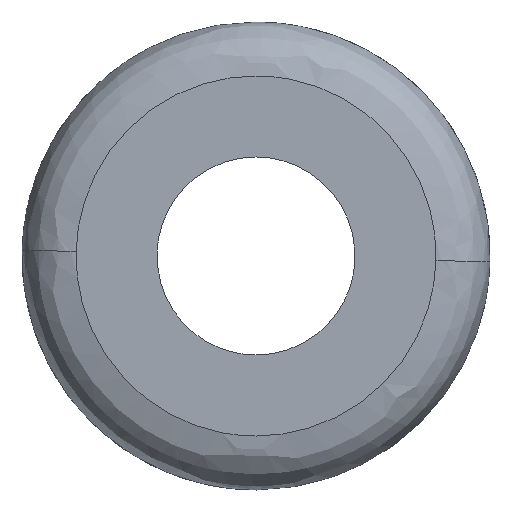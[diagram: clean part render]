
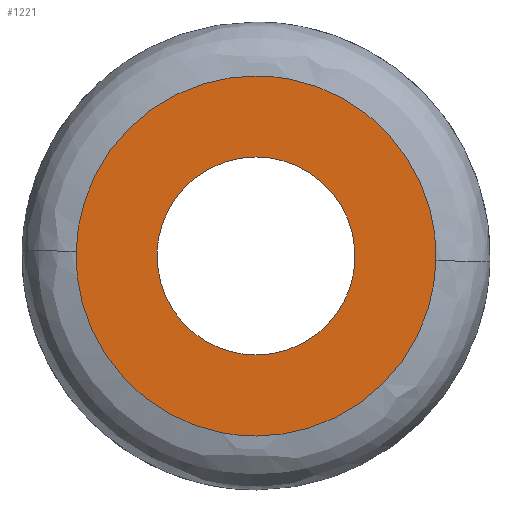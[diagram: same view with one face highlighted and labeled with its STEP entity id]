
A CAD part, front view. The second image highlights one B-rep face of the part: STEP entity #1221.
In plain terms, the highlighted free-form (B-spline) face has degree [1, 1] with [2, 2] control points.
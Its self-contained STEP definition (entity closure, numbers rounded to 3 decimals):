
#89=CARTESIAN_POINT('',(2.731,0.,-0.325));
#90=VERTEX_POINT('',#89);
#96=CARTESIAN_POINT('',(0.0,0.,2.75));
#97=VERTEX_POINT('',#96);
#98=CARTESIAN_POINT('',(2.731,0.,-0.325));
#99=CARTESIAN_POINT('',(2.75,0.,-0.163));
#100=CARTESIAN_POINT('',(2.75,0.,0.));
#101=CARTESIAN_POINT('',(2.75,0.,2.75));
#102=CARTESIAN_POINT('',(0.0,0.,2.75));
#110=(BOUNDED_CURVE()B_SPLINE_CURVE(2,(#98,#99,#100,#101,#102),.UNSPECIFIED.,.F.,.U.)B_SPLINE_CURVE_WITH_KNOTS((3,2,3),(0.23,0.25,0.5),.UNSPECIFIED.)CURVE()GEOMETRIC_REPRESENTATION_ITEM()RATIONAL_B_SPLINE_CURVE((0.956,0.976,1.0,0.707,1.0))REPRESENTATION_ITEM(''));
#111=EDGE_CURVE('',#90,#97,#110,.T.);
#113=CARTESIAN_POINT('',(-2.745,0.,0.168));
#114=VERTEX_POINT('',#113);
#115=CARTESIAN_POINT('',(0.0,0.,2.75));
#116=CARTESIAN_POINT('',(-2.587,0.,2.75));
#117=CARTESIAN_POINT('',(-2.745,0.,0.168));
#125=(BOUNDED_CURVE()B_SPLINE_CURVE(2,(#115,#116,#117),.UNSPECIFIED.,.F.,.U.)B_SPLINE_CURVE_WITH_KNOTS((3,3),(0.5,0.739),.UNSPECIFIED.)CURVE()GEOMETRIC_REPRESENTATION_ITEM()RATIONAL_B_SPLINE_CURVE((1.0,0.72,0.976))REPRESENTATION_ITEM(''));
#126=EDGE_CURVE('',#97,#114,#125,.T.);
#200=CARTESIAN_POINT('',(0.0,0.,-2.75));
#201=VERTEX_POINT('',#200);
#202=CARTESIAN_POINT('',(-2.745,0.,0.168));
#203=CARTESIAN_POINT('',(-2.75,0.,0.084));
#204=CARTESIAN_POINT('',(-2.75,0.,0.));
#205=CARTESIAN_POINT('',(-2.75,0.,-2.75));
#206=CARTESIAN_POINT('',(0.0,0.,-2.75));
#214=(BOUNDED_CURVE()B_SPLINE_CURVE(2,(#202,#203,#204,#205,#206),.UNSPECIFIED.,.F.,.U.)B_SPLINE_CURVE_WITH_KNOTS((3,2,3),(0.739,0.75,1.0),.UNSPECIFIED.)CURVE()GEOMETRIC_REPRESENTATION_ITEM()RATIONAL_B_SPLINE_CURVE((0.976,0.988,1.0,0.707,1.0))REPRESENTATION_ITEM(''));
#215=EDGE_CURVE('',#114,#201,#214,.T.);
#217=CARTESIAN_POINT('',(0.0,0.,-2.75));
#218=CARTESIAN_POINT('',(2.442,0.,-2.75));
#219=CARTESIAN_POINT('',(2.731,0.,-0.325));
#227=(BOUNDED_CURVE()B_SPLINE_CURVE(2,(#217,#218,#219),.UNSPECIFIED.,.F.,.U.)B_SPLINE_CURVE_WITH_KNOTS((3,3),(0.0,0.23),.UNSPECIFIED.)CURVE()GEOMETRIC_REPRESENTATION_ITEM()RATIONAL_B_SPLINE_CURVE((1.0,0.731,0.956))REPRESENTATION_ITEM(''));
#228=EDGE_CURVE('',#201,#90,#227,.T.);
#1026=CARTESIAN_POINT('',(4.998,0.,-0.126));
#1027=VERTEX_POINT('',#1026);
#1041=CARTESIAN_POINT('',(0.0,0.,-5.0));
#1042=VERTEX_POINT('',#1041);
#1043=CARTESIAN_POINT('',(0.0,0.,-5.0));
#1044=CARTESIAN_POINT('',(4.876,0.,-5.));
#1045=CARTESIAN_POINT('',(4.998,0.,-0.126));
#1053=(BOUNDED_CURVE()B_SPLINE_CURVE(2,(#1043,#1044,#1045),.UNSPECIFIED.,.F.,.U.)B_SPLINE_CURVE_WITH_KNOTS((3,3),(0.0,0.246),.UNSPECIFIED.)CURVE()GEOMETRIC_REPRESENTATION_ITEM()RATIONAL_B_SPLINE_CURVE((1.0,0.712,0.99))REPRESENTATION_ITEM(''));
#1054=EDGE_CURVE('',#1042,#1027,#1053,.T.);
#1056=CARTESIAN_POINT('',(-4.998,0.,0.126));
#1057=VERTEX_POINT('',#1056);
#1058=CARTESIAN_POINT('',(-4.998,0.,0.126));
#1059=CARTESIAN_POINT('',(-5.,0.,0.063));
#1060=CARTESIAN_POINT('',(-5.0,0.,0.));
#1061=CARTESIAN_POINT('',(-5.,0.,-5.));
#1062=CARTESIAN_POINT('',(0.0,0.,-5.0));
#1070=(BOUNDED_CURVE()B_SPLINE_CURVE(2,(#1058,#1059,#1060,#1061,#1062),.UNSPECIFIED.,.F.,.U.)B_SPLINE_CURVE_WITH_KNOTS((3,2,3),(0.746,0.75,1.0),.UNSPECIFIED.)CURVE()GEOMETRIC_REPRESENTATION_ITEM()RATIONAL_B_SPLINE_CURVE((0.99,0.995,1.0,0.707,1.0))REPRESENTATION_ITEM(''));
#1071=EDGE_CURVE('',#1057,#1042,#1070,.T.);
#1115=CARTESIAN_POINT('',(0.0,0.,5.0));
#1116=VERTEX_POINT('',#1115);
#1117=CARTESIAN_POINT('',(0.0,0.,5.0));
#1118=CARTESIAN_POINT('',(-4.876,0.,5.));
#1119=CARTESIAN_POINT('',(-4.998,0.,0.126));
#1127=(BOUNDED_CURVE()B_SPLINE_CURVE(2,(#1117,#1118,#1119),.UNSPECIFIED.,.F.,.U.)B_SPLINE_CURVE_WITH_KNOTS((3,3),(0.5,0.746),.UNSPECIFIED.)CURVE()GEOMETRIC_REPRESENTATION_ITEM()RATIONAL_B_SPLINE_CURVE((1.0,0.712,0.99))REPRESENTATION_ITEM(''));
#1128=EDGE_CURVE('',#1116,#1057,#1127,.T.);
#1130=CARTESIAN_POINT('',(4.998,0.,-0.126));
#1131=CARTESIAN_POINT('',(5.,0.,-0.063));
#1132=CARTESIAN_POINT('',(5.0,0.,0.));
#1133=CARTESIAN_POINT('',(5.,0.,5.));
#1134=CARTESIAN_POINT('',(0.0,0.,5.0));
#1142=(BOUNDED_CURVE()B_SPLINE_CURVE(2,(#1130,#1131,#1132,#1133,#1134),.UNSPECIFIED.,.F.,.U.)B_SPLINE_CURVE_WITH_KNOTS((3,2,3),(0.246,0.25,0.5),.UNSPECIFIED.)CURVE()GEOMETRIC_REPRESENTATION_ITEM()RATIONAL_B_SPLINE_CURVE((0.99,0.995,1.0,0.707,1.0))REPRESENTATION_ITEM(''));
#1143=EDGE_CURVE('',#1027,#1116,#1142,.T.);
#1204=CARTESIAN_POINT('',(-5.498,0.,5.499));
#1205=CARTESIAN_POINT('',(-5.498,0.,-5.5));
#1206=CARTESIAN_POINT('',(5.498,0.,5.499));
#1207=CARTESIAN_POINT('',(5.498,0.,-5.5));
#1208=B_SPLINE_SURFACE_WITH_KNOTS('',1,1,((#1204,#1206),(#1205,#1207)),.UNSPECIFIED.,.F.,.F.,.U.,(2,2),(2,2),(0.0,10.999),(0.0,10.996),.UNSPECIFIED.);
#1209=ORIENTED_EDGE('',*,*,#1054,.T.);
#1210=ORIENTED_EDGE('',*,*,#1143,.T.);
#1211=ORIENTED_EDGE('',*,*,#1128,.T.);
#1212=ORIENTED_EDGE('',*,*,#1071,.T.);
#1213=EDGE_LOOP('',(#1209,#1210,#1211,#1212));
#1214=FACE_OUTER_BOUND('',#1213,.T.);
#1215=ORIENTED_EDGE('',*,*,#126,.F.);
#1216=ORIENTED_EDGE('',*,*,#111,.F.);
#1217=ORIENTED_EDGE('',*,*,#228,.F.);
#1218=ORIENTED_EDGE('',*,*,#215,.F.);
#1219=EDGE_LOOP('',(#1215,#1216,#1217,#1218));
#1220=FACE_BOUND('',#1219,.T.);
#1221=ADVANCED_FACE('',(#1214,#1220),#1208,.T.);
